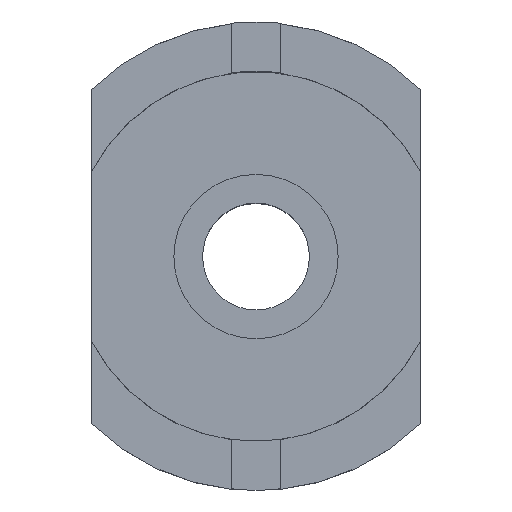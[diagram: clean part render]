
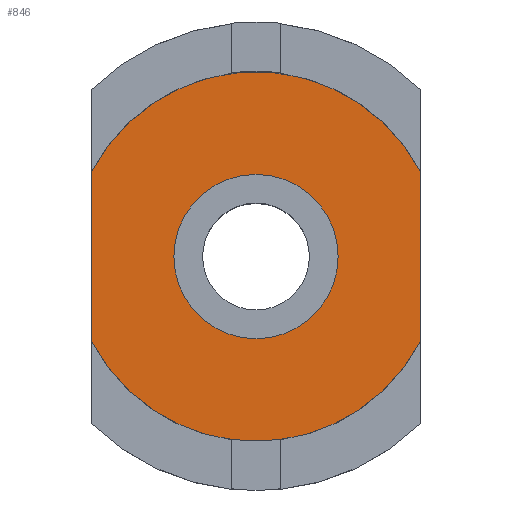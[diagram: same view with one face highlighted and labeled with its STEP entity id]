
A CAD part, top view. The second image highlights one B-rep face of the part: STEP entity #846.
In plain terms, the highlighted planar face has unit normal (0, 0, 1).
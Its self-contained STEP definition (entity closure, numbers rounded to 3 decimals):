
#40 = AXIS2_PLACEMENT_3D ( 'NONE', #267, #724, #565 ) ;
#47 = VERTEX_POINT ( 'NONE', #873 ) ;
#84 = ORIENTED_EDGE ( 'NONE', *, *, #599, .F. ) ;
#107 = EDGE_CURVE ( 'NONE', #339, #961, #413, .T. ) ;
#109 = DIRECTION ( 'NONE',  ( 0., 0., -1. ) ) ;
#179 = CARTESIAN_POINT ( 'NONE',  ( -1., 0., -0.1 ) ) ;
#180 = EDGE_CURVE ( 'NONE', #358, #339, #503, .T. ) ;
#193 = DIRECTION ( 'NONE',  ( -1., 0., 0. ) ) ;
#234 = VECTOR ( 'NONE', #664, 1000. ) ;
#267 = CARTESIAN_POINT ( 'NONE',  ( 0., 0., -0.1 ) ) ;
#302 = CARTESIAN_POINT ( 'NONE',  ( 0., 0., -0.1 ) ) ;
#304 = FACE_OUTER_BOUND ( 'NONE', #840, .T. ) ;
#335 = CARTESIAN_POINT ( 'NONE',  ( 2., 2.5, -0.1 ) ) ;
#339 = VERTEX_POINT ( 'NONE', #766 ) ;
#354 = ORIENTED_EDGE ( 'NONE', *, *, #950, .F. ) ;
#358 = VERTEX_POINT ( 'NONE', #606 ) ;
#413 = CIRCLE ( 'NONE', #545, 2.25 ) ;
#416 = CARTESIAN_POINT ( 'NONE',  ( 0., 0., -0.1 ) ) ;
#423 = EDGE_LOOP ( 'NONE', ( #661, #666 ) ) ;
#445 = DIRECTION ( 'NONE',  ( 0., 0., 1. ) ) ;
#500 = VECTOR ( 'NONE', #636, 1000. ) ;
#503 = LINE ( 'NONE', #335, #234 ) ;
#513 = ORIENTED_EDGE ( 'NONE', *, *, #180, .F. ) ;
#545 = AXIS2_PLACEMENT_3D ( 'NONE', #302, #620, #930 ) ;
#565 = DIRECTION ( 'NONE',  ( 1., 0., 0. ) ) ;
#574 = CARTESIAN_POINT ( 'NONE',  ( -2., 1.031, -0.1 ) ) ;
#599 = EDGE_CURVE ( 'NONE', #686, #358, #630, .T. ) ;
#606 = CARTESIAN_POINT ( 'NONE',  ( 2., 1.031, -0.1 ) ) ;
#620 = DIRECTION ( 'NONE',  ( 0., 0., -1. ) ) ;
#630 = CIRCLE ( 'NONE', #970, 2.25 ) ;
#633 = AXIS2_PLACEMENT_3D ( 'NONE', #673, #445, #913 ) ;
#636 = DIRECTION ( 'NONE',  ( 0., 1., 0. ) ) ;
#661 = ORIENTED_EDGE ( 'NONE', *, *, #736, .F. ) ;
#664 = DIRECTION ( 'NONE',  ( 0., -1., 0. ) ) ;
#666 = ORIENTED_EDGE ( 'NONE', *, *, #993, .F. ) ;
#673 = CARTESIAN_POINT ( 'NONE',  ( 0., 0., -0.1 ) ) ;
#686 = VERTEX_POINT ( 'NONE', #574 ) ;
#706 = FACE_BOUND ( 'NONE', #423, .T. ) ;
#710 = VERTEX_POINT ( 'NONE', #179 ) ;
#724 = DIRECTION ( 'NONE',  ( 0., 0., 1. ) ) ;
#736 = EDGE_CURVE ( 'NONE', #47, #710, #923, .T. ) ;
#765 = AXIS2_PLACEMENT_3D ( 'NONE', #853, #937, #783 ) ;
#766 = CARTESIAN_POINT ( 'NONE',  ( 2., -1.031, -0.1 ) ) ;
#771 = ORIENTED_EDGE ( 'NONE', *, *, #107, .F. ) ;
#783 = DIRECTION ( 'NONE',  ( -1., 0., 0. ) ) ;
#811 = CARTESIAN_POINT ( 'NONE',  ( -2., -1.031, -0.1 ) ) ;
#840 = EDGE_LOOP ( 'NONE', ( #84, #354, #771, #513 ) ) ;
#846 = ADVANCED_FACE ( 'NONE', ( #706, #304 ), #849, .F. ) ;
#849 = PLANE ( 'NONE',  #765 ) ;
#853 = CARTESIAN_POINT ( 'NONE',  ( 0., 0., -0.1 ) ) ;
#873 = CARTESIAN_POINT ( 'NONE',  ( 1., 0., -0.1 ) ) ;
#912 = CIRCLE ( 'NONE', #40, 1. ) ;
#913 = DIRECTION ( 'NONE',  ( 1., 0., 0. ) ) ;
#923 = CIRCLE ( 'NONE', #633, 1. ) ;
#930 = DIRECTION ( 'NONE',  ( -1., 0., 0. ) ) ;
#937 = DIRECTION ( 'NONE',  ( 0., 0., -1. ) ) ;
#950 = EDGE_CURVE ( 'NONE', #961, #686, #1010, .T. ) ;
#961 = VERTEX_POINT ( 'NONE', #811 ) ;
#970 = AXIS2_PLACEMENT_3D ( 'NONE', #416, #109, #193 ) ;
#993 = EDGE_CURVE ( 'NONE', #710, #47, #912, .T. ) ;
#1010 = LINE ( 'NONE', #1019, #500 ) ;
#1019 = CARTESIAN_POINT ( 'NONE',  ( -2., 2.5, -0.1 ) ) ;
